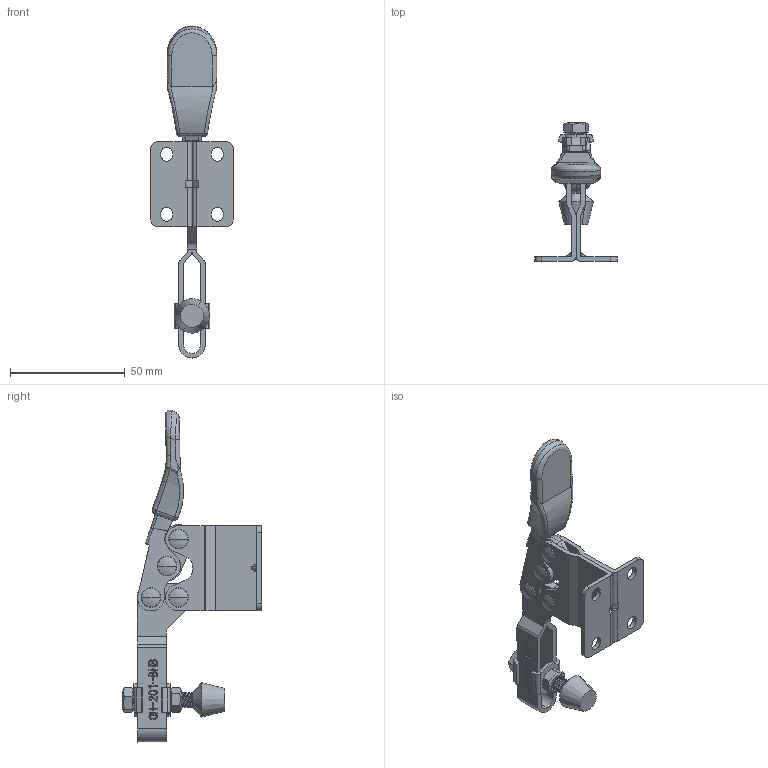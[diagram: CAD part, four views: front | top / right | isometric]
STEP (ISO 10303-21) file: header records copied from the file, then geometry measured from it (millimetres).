
FILE_DESCRIPTION (( 'STEP AP203' ), '1' );
FILE_NAME ('CH-201-BHB.STEP', '2017-11-11T02:56:20', ( 'Windows' ), ( 'Microsoft' ), 'SwSTEP 2.0', 'SolidWorks 2015', '' );
FILE_SCHEMA (( 'CONFIG_CONTROL_DESIGN' ));
Length unit declared in the file: millimetre
Products named in the file (11): FW140; 14134-02; 14134; 201-BHB-01; 201-BHB-02; 201-B-04; CH-201-BHB; 201-B-03; 201-B-05; 201-B; 201-B-06
Assembly tree (16 placements, depth 3):
  CH-201-BHB
    201-BHB-01
    201-B-04  x2
    201-B
      201-B-03
      201-B-05
    201-B-06  x4
    FW140  x2
    14134-02  x2
    14134
    201-BHB-02
Bounding box: 36 x 60.49 x 144.42 mm (x, y, z)
Volume: 24444.4 mm3; surface area: 27413.4 mm2
Topology: 16 solids, 18 shells, 861 faces, 2292 edges, 1496 vertices
Faces by surface type: plane 332, cylinder 241, bspline 211, torus 34, cone 33, sphere 10
Entity records: 35343 total; most frequent: CARTESIAN_POINT 17129, ORIENTED_EDGE 3990, DIRECTION 2756, EDGE_CURVE 1995, VERTEX_POINT 1314, VECTOR 1096, LINE 1096, AXIS2_PLACEMENT_3D 830
